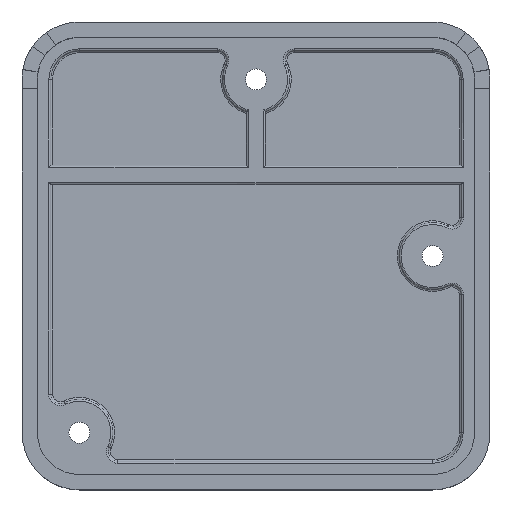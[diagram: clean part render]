
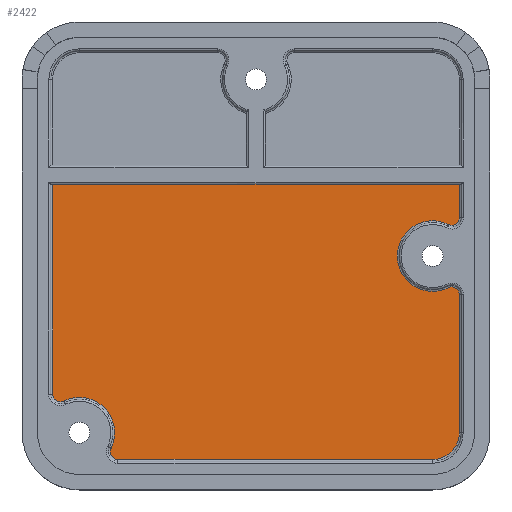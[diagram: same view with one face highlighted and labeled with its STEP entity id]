
A CAD part, top view. The second image highlights one B-rep face of the part: STEP entity #2422.
In plain terms, the highlighted planar face has unit normal (0, 0, 1).
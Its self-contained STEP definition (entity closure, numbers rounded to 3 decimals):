
#224=CIRCLE('',#2712,0.8);
#227=CIRCLE('',#2717,2.8);
#230=CIRCLE('',#2722,0.8);
#232=CIRCLE('',#2725,3.7);
#233=CIRCLE('',#2727,0.8);
#240=CIRCLE('',#2742,0.8);
#241=CIRCLE('',#2744,3.7);
#442=FACE_OUTER_BOUND('',#603,.T.);
#603=EDGE_LOOP('',(#2173,#2174,#2175,#2176,#2177,#2178,#2179,#2180,#2181,
#2182,#2183,#2184));
#678=LINE('',#3826,#851);
#701=LINE('',#3910,#874);
#782=LINE('',#4282,#955);
#784=LINE('',#4291,#957);
#785=LINE('',#4315,#958);
#851=VECTOR('',#2945,10.);
#874=VECTOR('',#3010,10.);
#955=VECTOR('',#3469,10.);
#957=VECTOR('',#3481,10.);
#958=VECTOR('',#3522,10.);
#1047=VERTEX_POINT('',#3823);
#1048=VERTEX_POINT('',#3825);
#1068=VERTEX_POINT('',#3909);
#1168=VERTEX_POINT('',#4274);
#1169=VERTEX_POINT('',#4276);
#1170=VERTEX_POINT('',#4280);
#1171=VERTEX_POINT('',#4285);
#1172=VERTEX_POINT('',#4289);
#1173=VERTEX_POINT('',#4293);
#1174=VERTEX_POINT('',#4297);
#1175=VERTEX_POINT('',#4313);
#1176=VERTEX_POINT('',#4317);
#1279=EDGE_CURVE('',#1048,#1047,#678,.T.);
#1312=EDGE_CURVE('',#1048,#1068,#701,.T.);
#1495=EDGE_CURVE('',#1169,#1168,#224,.T.);
#1497=EDGE_CURVE('',#1170,#1169,#782,.T.);
#1500=EDGE_CURVE('',#1171,#1170,#227,.T.);
#1502=EDGE_CURVE('',#1172,#1171,#784,.T.);
#1504=EDGE_CURVE('',#1173,#1172,#230,.T.);
#1506=EDGE_CURVE('',#1174,#1173,#232,.T.);
#1507=EDGE_CURVE('',#1068,#1174,#233,.T.);
#1513=EDGE_CURVE('',#1175,#1047,#785,.T.);
#1515=EDGE_CURVE('',#1176,#1175,#240,.T.);
#1516=EDGE_CURVE('',#1168,#1176,#241,.T.);
#2173=ORIENTED_EDGE('',*,*,#1279,.T.);
#2174=ORIENTED_EDGE('',*,*,#1513,.F.);
#2175=ORIENTED_EDGE('',*,*,#1515,.F.);
#2176=ORIENTED_EDGE('',*,*,#1516,.F.);
#2177=ORIENTED_EDGE('',*,*,#1495,.F.);
#2178=ORIENTED_EDGE('',*,*,#1497,.F.);
#2179=ORIENTED_EDGE('',*,*,#1500,.F.);
#2180=ORIENTED_EDGE('',*,*,#1502,.F.);
#2181=ORIENTED_EDGE('',*,*,#1504,.F.);
#2182=ORIENTED_EDGE('',*,*,#1506,.F.);
#2183=ORIENTED_EDGE('',*,*,#1507,.F.);
#2184=ORIENTED_EDGE('',*,*,#1312,.F.);
#2291=PLANE('',#2746);
#2422=ADVANCED_FACE('',(#442),#2291,.F.);
#2712=AXIS2_PLACEMENT_3D('',#4278,#3463,#3464);
#2717=AXIS2_PLACEMENT_3D('',#4287,#3475,#3476);
#2722=AXIS2_PLACEMENT_3D('',#4295,#3486,#3487);
#2725=AXIS2_PLACEMENT_3D('',#4299,#3492,#3493);
#2727=AXIS2_PLACEMENT_3D('',#4301,#3496,#3497);
#2742=AXIS2_PLACEMENT_3D('',#4319,#3527,#3528);
#2744=AXIS2_PLACEMENT_3D('',#4321,#3531,#3532);
#2746=AXIS2_PLACEMENT_3D('',#4323,#3535,#3536);
#2945=DIRECTION('',(-1.,0.,0.));
#3010=DIRECTION('',(0.,-1.,0.));
#3463=DIRECTION('center_axis',(0.,0.,-1.));
#3464=DIRECTION('ref_axis',(-0.85,-0.527,0.));
#3469=DIRECTION('',(-1.,0.,0.));
#3475=DIRECTION('center_axis',(0.,0.,-1.));
#3476=DIRECTION('ref_axis',(0.707,-0.707,0.));
#3481=DIRECTION('',(0.,-1.,0.));
#3486=DIRECTION('center_axis',(0.,0.,-1.));
#3487=DIRECTION('ref_axis',(0.527,0.85,0.));
#3492=DIRECTION('center_axis',(0.,0.,1.));
#3493=DIRECTION('ref_axis',(-1.,0.,0.));
#3496=DIRECTION('center_axis',(0.,0.,-1.));
#3497=DIRECTION('ref_axis',(0.527,-0.85,0.));
#3522=DIRECTION('',(0.,1.,0.));
#3527=DIRECTION('center_axis',(0.,0.,-1.));
#3528=DIRECTION('ref_axis',(-0.527,-0.85,0.));
#3531=DIRECTION('center_axis',(0.,0.,1.));
#3532=DIRECTION('ref_axis',(0.707,0.707,0.));
#3535=DIRECTION('center_axis',(0.,0.,-1.));
#3536=DIRECTION('ref_axis',(1.,0.,0.));
#3823=CARTESIAN_POINT('',(25.2,-51.,-2.));
#3825=CARTESIAN_POINT('',(67.8,-51.,-2.));
#3826=CARTESIAN_POINT('',(57.35,-51.,-2.));
#3909=CARTESIAN_POINT('',(67.8,-54.469,-2.));
#3910=CARTESIAN_POINT('',(67.8,-67.75,-2.));
#4274=CARTESIAN_POINT('',(31.314,-78.644,-2.));
#4276=CARTESIAN_POINT('',(32.031,-79.8,-2.));
#4278=CARTESIAN_POINT('Origin',(32.031,-79.,-2.));
#4280=CARTESIAN_POINT('',(65.,-79.8,-2.));
#4282=CARTESIAN_POINT('',(37.25,-79.8,-2.));
#4285=CARTESIAN_POINT('',(67.8,-77.,-2.));
#4287=CARTESIAN_POINT('Origin',(65.,-77.,-2.));
#4289=CARTESIAN_POINT('',(67.8,-62.531,-2.));
#4291=CARTESIAN_POINT('',(67.8,-67.75,-2.));
#4293=CARTESIAN_POINT('',(66.644,-61.814,-2.));
#4295=CARTESIAN_POINT('Origin',(67.,-62.531,-2.));
#4297=CARTESIAN_POINT('',(66.644,-55.186,-2.));
#4299=CARTESIAN_POINT('Origin',(65.,-58.5,-2.));
#4301=CARTESIAN_POINT('Origin',(67.,-54.469,-2.));
#4313=CARTESIAN_POINT('',(25.2,-72.969,-2.));
#4315=CARTESIAN_POINT('',(25.2,-49.25,-2.));
#4317=CARTESIAN_POINT('',(26.356,-73.686,-2.));
#4319=CARTESIAN_POINT('Origin',(26.,-72.969,-2.));
#4321=CARTESIAN_POINT('Origin',(28.,-77.,-2.));
#4323=CARTESIAN_POINT('Origin',(46.5,-58.5,-2.));
